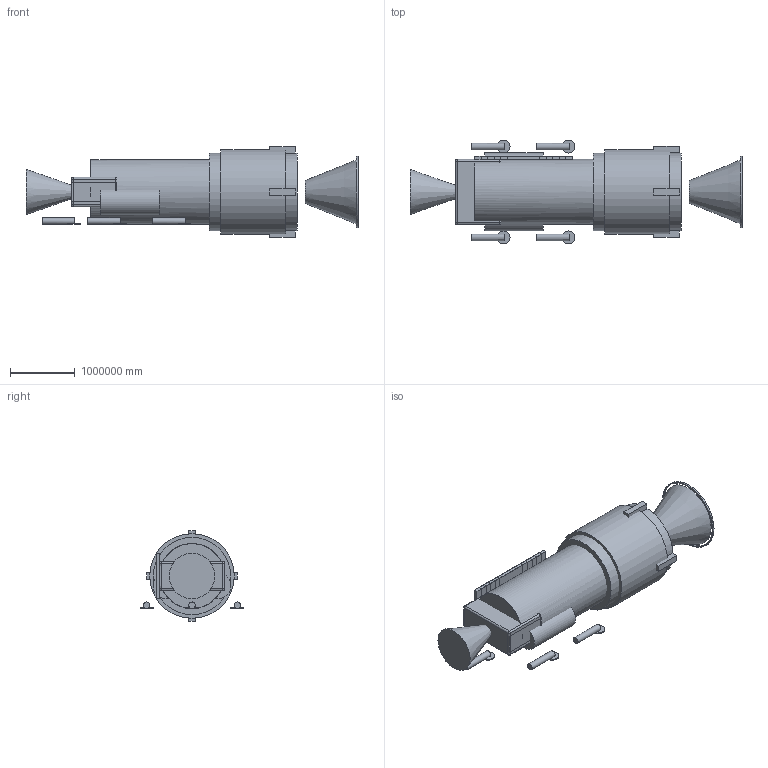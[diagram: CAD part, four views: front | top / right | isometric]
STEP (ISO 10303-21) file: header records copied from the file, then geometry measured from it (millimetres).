
FILE_DESCRIPTION(('FreeCAD Model'),'2;1');
FILE_NAME('Open CASCADE Shape Model','2025-09-13T04:43:04',('Author'),( ''),'Open CASCADE STEP processor 7.8','FreeCAD','Unknown');
FILE_SCHEMA(('AUTOMOTIVE_DESIGN { 1 0 10303 214 1 1 1 1 }'));
Length unit declared in the file: metre
Products named in the file (36): Mid; Wing_Right; Rad_1; Rad_3; Wing_Left; Fin_Vertical; Rad_2; Rad_4; Rad_5; Rad_6; Leg_Right_Front; ReactorCore; Coil_3; Cockpit; Reactor_Coils; Coil_2; Magnetic_Nozzle; Coil_4; Tungsten_Posterior; Nozzle_Truss; Tungsten_Nozzle_Rim; Leg_Left_Front; Shield_Moderator; Tank_Right; Tank_Left; Leg_Right_Rear; Leg_Nose; Leg_Left_Rear; Hull_Shell_fallback; Rear; Nose; Win_Left; Hull_Shell_Cut; Win_Right; Reactor_Rings; Coil_1
Bounding box: 5112500 x 1600000 x 1400000 mm (x, y, z)
Surface area: 87482289022797.4 mm2
Topology: 52 solids, 52 shells, 248 faces, 469 edges, 282 vertices
Faces by surface type: plane 150, cylinder 42, revolution 36, sphere 8, torus 8, cone 4
Full cylindrical faces by diameter (mm): 100000 x5, 400000 x2, 870000 x1, 900000 x2, 950000 x1, 1000000 x3, 1070000 x1, 1100000 x1, 1190000 x1, 1300000 x3
Entity records: 13486 total; most frequent: CARTESIAN_POINT 2725, DIRECTION 1835, LINE 1008, VECTOR 1008, ORIENTED_EDGE 916, PCURVE 916, DEFINITIONAL_REPRESENTATION 916, EDGE_CURVE 458
